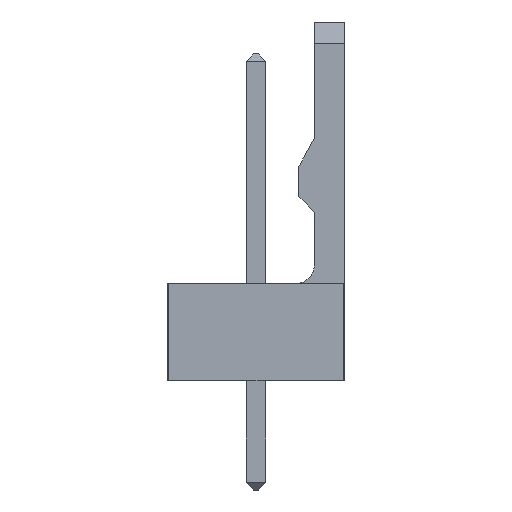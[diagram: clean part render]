
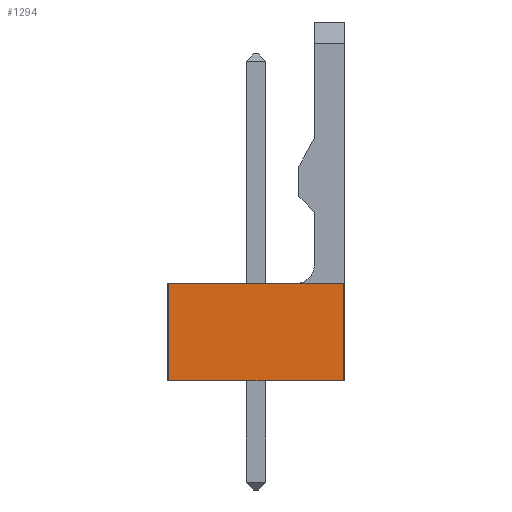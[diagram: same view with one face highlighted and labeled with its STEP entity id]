
A CAD part, left-side view. The second image highlights one B-rep face of the part: STEP entity #1294.
In plain terms, the highlighted planar face has unit normal (-1, 0, 0).
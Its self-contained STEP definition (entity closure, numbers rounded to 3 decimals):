
#43 = VERTEX_POINT('',#44);
#44 = CARTESIAN_POINT('',(-1.27,-2.85,0.));
#51 = EDGE_CURVE('',#52,#43,#54,.T.);
#52 = VERTEX_POINT('',#53);
#53 = CARTESIAN_POINT('',(-1.27,2.85,0.));
#54 = LINE('',#55,#56);
#55 = CARTESIAN_POINT('',(-1.27,2.9,0.));
#56 = VECTOR('',#57,1.);
#57 = DIRECTION('',(0.,-1.,0.));
#1274 = EDGE_CURVE('',#52,#1275,#1277,.T.);
#1275 = VERTEX_POINT('',#1276);
#1276 = CARTESIAN_POINT('',(-1.27,2.85,3.17));
#1277 = LINE('',#1278,#1279);
#1278 = CARTESIAN_POINT('',(-1.27,2.85,0.));
#1279 = VECTOR('',#1280,1.);
#1280 = DIRECTION('',(0.,0.,1.));
#1294 = ADVANCED_FACE('',(#1295),#1313,.F.);
#1295 = FACE_BOUND('',#1296,.F.);
#1296 = EDGE_LOOP('',(#1297,#1298,#1299,#1307));
#1297 = ORIENTED_EDGE('',*,*,#51,.F.);
#1298 = ORIENTED_EDGE('',*,*,#1274,.T.);
#1299 = ORIENTED_EDGE('',*,*,#1300,.T.);
#1300 = EDGE_CURVE('',#1275,#1301,#1303,.T.);
#1301 = VERTEX_POINT('',#1302);
#1302 = CARTESIAN_POINT('',(-1.27,-2.85,3.17));
#1303 = LINE('',#1304,#1305);
#1304 = CARTESIAN_POINT('',(-1.27,2.9,3.17));
#1305 = VECTOR('',#1306,1.);
#1306 = DIRECTION('',(0.,-1.,0.));
#1307 = ORIENTED_EDGE('',*,*,#1308,.F.);
#1308 = EDGE_CURVE('',#43,#1301,#1309,.T.);
#1309 = LINE('',#1310,#1311);
#1310 = CARTESIAN_POINT('',(-1.27,-2.85,0.));
#1311 = VECTOR('',#1312,1.);
#1312 = DIRECTION('',(0.,0.,1.));
#1313 = PLANE('',#1314);
#1314 = AXIS2_PLACEMENT_3D('',#1315,#1316,#1317);
#1315 = CARTESIAN_POINT('',(-1.27,2.9,0.));
#1316 = DIRECTION('',(1.,0.,0.));
#1317 = DIRECTION('',(0.,-1.,0.));
